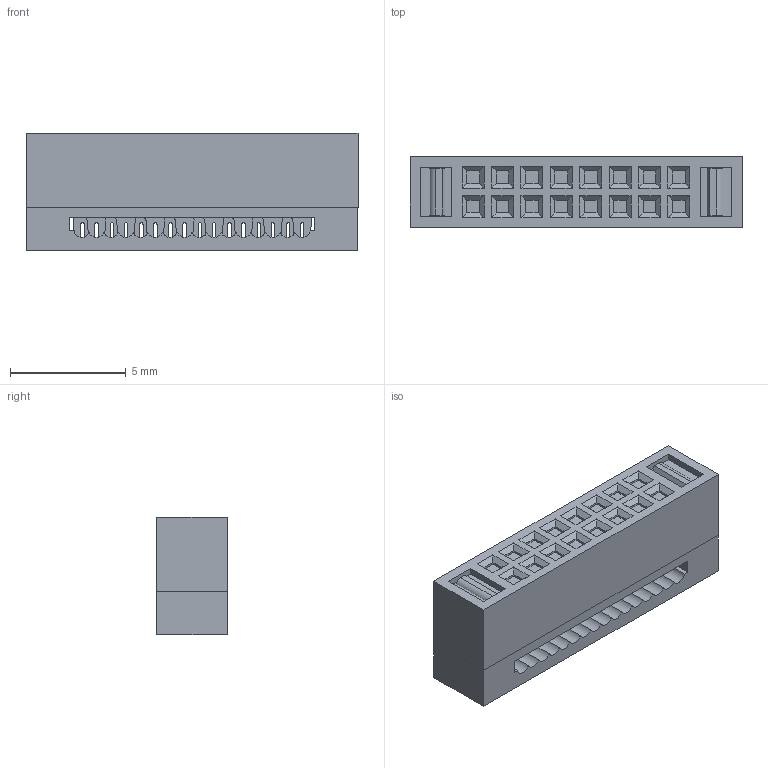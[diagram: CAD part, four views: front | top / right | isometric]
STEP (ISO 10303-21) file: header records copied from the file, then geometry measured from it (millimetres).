
FILE_DESCRIPTION (( 'STEP AP203' ), '1' );
FILE_NAME ('4412-16.STEP', '2020-06-12T06:44:50', ( '' ), ( '' ), 'SwSTEP 2.0', 'SolidWorks 2018', '' );
FILE_SCHEMA (( 'CONFIG_CONTROL_DESIGN' ));
Length unit declared in the file: millimetre
Products named in the file (1): 4412-16
Bounding box: 14.35 x 3.05 x 5.1 mm (x, y, z)
Volume: 192.5 mm3; surface area: 548.5 mm2
Topology: 2 solids, 2 shells, 1281 faces, 3593 edges, 2322 vertices
Faces by surface type: plane 991, cylinder 274, cone 16
Entity records: 40870 total; most frequent: CARTESIAN_POINT 7509, ORIENTED_EDGE 7186, DIRECTION 6613, EDGE_CURVE 3593, VECTOR 2929, LINE 2929, VERTEX_POINT 2322, AXIS2_PLACEMENT_3D 1842
